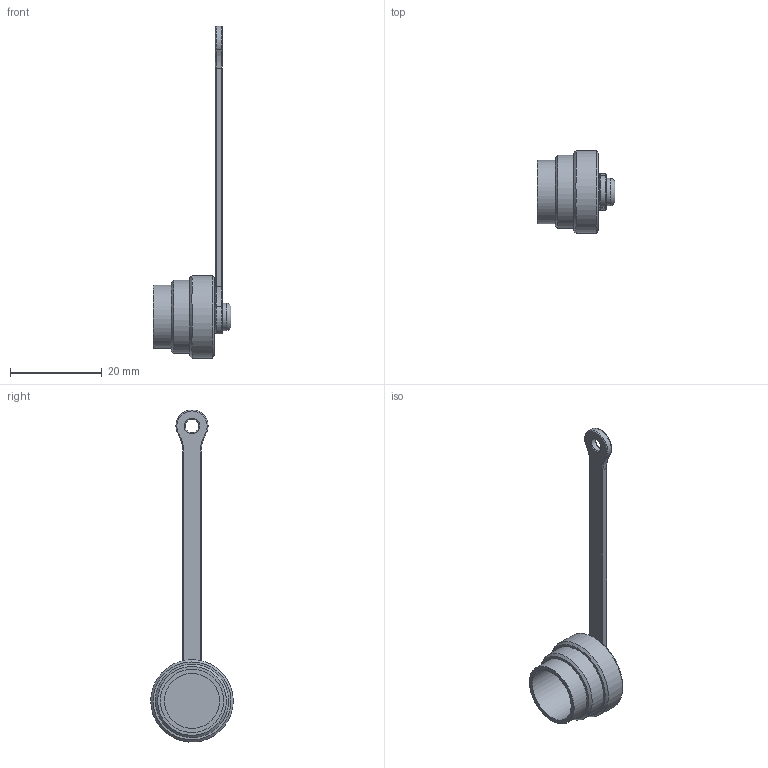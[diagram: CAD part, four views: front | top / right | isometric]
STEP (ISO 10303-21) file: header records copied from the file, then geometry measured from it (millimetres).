
FILE_DESCRIPTION((''),'2;1');
FILE_NAME('C091_00V000_801_2.stp', '2010-12-08T16:29:09',('User'),('SDRC'),'I-DEAS Master Series 9','UNIX', 'Yes');
FILE_SCHEMA(('CONFIG_CONTROL_DESIGN', 'GEOMETRIC_VALIDATION_PROPERTIES_MIM','SHAPE_APPEARANCE_LAYER_MIM'));
Length unit declared in the file: millimetre
Assembly tree (2 placements, depth 0):
Bounding box: 17 x 17.99 x 72.47 mm (x, y, z)
Volume: 1930.7 mm3; surface area: 2456.3 mm2
Topology: 2 solids, 2 shells, 55 faces, 110 edges, 64 vertices
Faces by surface type: bspline 55
Entity records: 2383 total; most frequent: CARTESIAN_POINT 1278, ORIENTED_EDGE 220, EDGE_CURVE 110, VERTEX_POINT 64, EDGE_LOOP 64, FACE_OUTER_BOUND 55, ADVANCED_FACE 55, PERSON 28
